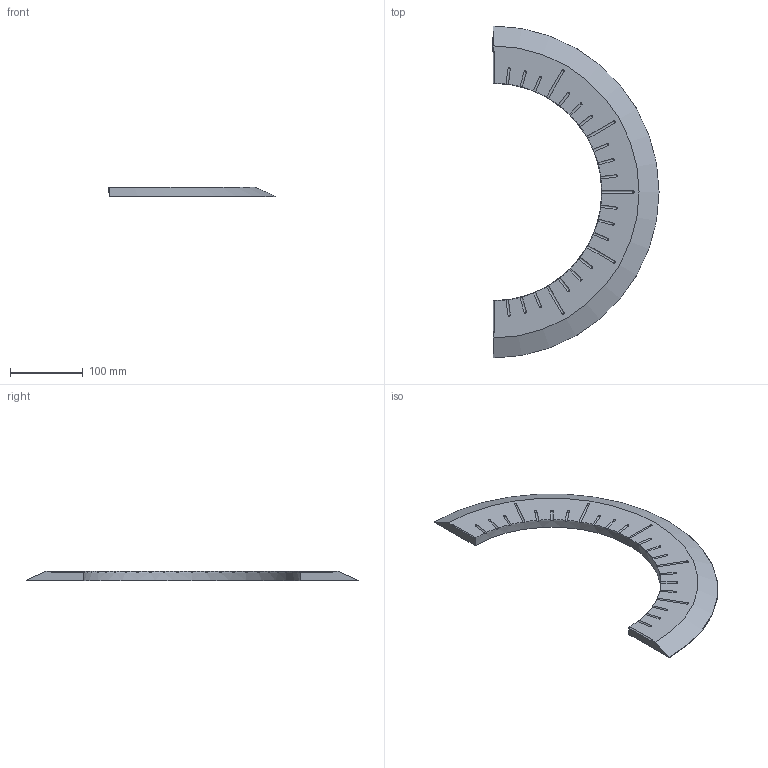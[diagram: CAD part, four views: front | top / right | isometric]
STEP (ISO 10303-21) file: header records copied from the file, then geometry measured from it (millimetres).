
FILE_DESCRIPTION(/* description */ (''),/* implementation_level */ '2;1');
FILE_NAME(/* name */ 'Half Bezel.ipt.step',/* time_stamp */ '2016-03-31T16:34:12-07:00',/* author */ ('finger_food'),/* organization */ (''),/* preprocessor_version */ 'ST-DEVELOPER v16.1',/* originating_system */ 'Autodesk Inventor 2016',/* authorisation */ '');
FILE_SCHEMA (('AUTOMOTIVE_DESIGN { 1 0 10303 214 3 1 1 }'));
Length unit declared in the file: inch
Products named in the file (1): Half Bezel
Bounding box: 228.6 x 457.2 x 12.7 mm (x, y, z)
Volume: 477629.8 mm3; surface area: 104422 mm2
Topology: 1 solids, 1 shells, 83 faces, 243 edges, 162 vertices
Faces by surface type: plane 29, cylinder 27, bspline 25, torus 1, cone 1
Entity records: 3451 total; most frequent: CARTESIAN_POINT 1236, ORIENTED_EDGE 486, DIRECTION 467, EDGE_CURVE 243, AXIS2_PLACEMENT_3D 190, VERTEX_POINT 162, CIRCLE 131, LINE 87
